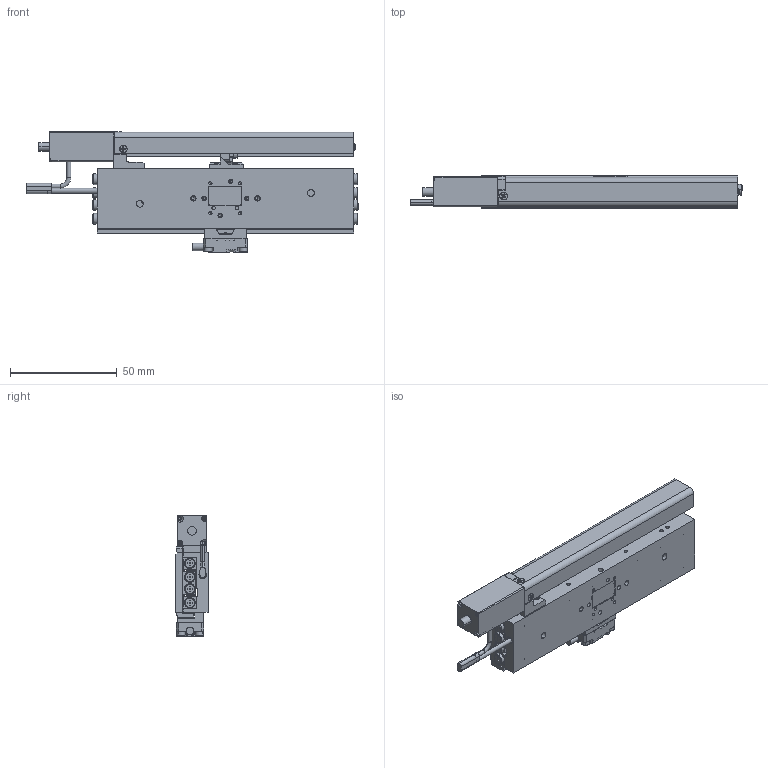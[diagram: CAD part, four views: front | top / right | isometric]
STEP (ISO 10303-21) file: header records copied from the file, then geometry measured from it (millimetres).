
FILE_DESCRIPTION (( 'STEP AP214' ), '1' );
FILE_NAME ('PPS-28-24216.STEP', '2023-08-08T17:13:17', ( '' ), ( '' ), 'SwSTEP 2.0', 'SolidWorks 2023', '' );
FILE_SCHEMA (( 'AUTOMOTIVE_DESIGN' ));
Length unit declared in the file: millimetre
Products named in the file (27): Limit Switch and Motor Cable_SILVER LIMIT+MOTOR; NB Slide Way SVW 2000 Rail_SVW 2120; SCREW, MS-PPH, M-JCIS_M1 x 0.25 x 5mm; NB Slide Way SVW 2000 Cage_SVW 2120-21Z; 431420 PPS-20, Encoder Bracket, Renishaw Atom, RKLF, Tape Scale; SCREW, SHCS-S, M-DIN_M2 x 0.4 x 06mm; 130221 Leadscrew Nut, PPS-20SM, Kozak M3x0.2mm; Set Screw, Cup-H, E-ASME_E1-72 x 1''16; 430718 PPS-28 Leadscrew Nut Bracket, Sanyo Motor; Screw, SHCS-S, M-DIN._M1.6 x 0.35 x 06mm; 110182 Sanyo motor 14mm_shortened shaft; SCREW, MS-PPH, M-JCIS_M1.6 x 0.35 x 4mm; 430719 PPS-20 & 28 Leadscrew Cover, Sanyo Motor_PPS-28, 120; SCREW, MS-PFH, E-NR_1-72 x 1''8in; 430438 PPS 28, Back Cover, NJ8x13; PPS-28, Base, Master Part_L120mm, 2 Motors, No Ears ; 110212 Encoder Head, Renishaw Atom, Atmospheric_Demo; 130161 Bearing, NB, Slide Way, SVW 2000_SVW 2120-21Z (Movable to Limits); 430717 PPS-28 Stepper Motor Bracket, Sanyo Motor; 130221 Leadscrew, Standard Shaft, M3x0.2_111mm; Dowel Pin, M-DIN_M01 x 004; PPS-28-24216; PPS-28, Carriage, Master Part_120; NB Slide Way SVW 2000 Center Way_SVW 2120; PPS-20, Scale Bracket, Renishaw Atom, RCLC, RKLF, Master Part_120mm; SCREW, SHCS-F, M-DIN_M3 x 0.5 x 06mm; SCREW, MS-PPH, M-JCIS_M2.5 x 0.45 x 6mm
Assembly tree (69 placements, depth 3):
  PPS-28-24216
    PPS-28, Base, Master Part_L120mm, 2 Motors, No Ears 
    430438 PPS 28, Back Cover, NJ8x13
    PPS-28, Carriage, Master Part_120
    SCREW, SHCS-F, M-DIN_M3 x 0.5 x 06mm  x8
    130161 Bearing, NB, Slide Way, SVW 2000_SVW 2120-21Z (Movable to Limits)
      NB Slide Way SVW 2000 Rail_SVW 2120  x2
      NB Slide Way SVW 2000 Center Way_SVW 2120
      NB Slide Way SVW 2000 Cage_SVW 2120-21Z  x2
    SCREW, MS-PPH, M-JCIS_M2.5 x 0.45 x 6mm  x16
    Set Screw, Cup-H, E-ASME_E1-72 x 1''16  x8
    130221 Leadscrew Nut, PPS-20SM, Kozak M3x0.2mm
    130221 Leadscrew, Standard Shaft, M3x0.2_111mm
    430719 PPS-20 & 28 Leadscrew Cover, Sanyo Motor_PPS-28, 120
    SCREW, MS-PFH, E-NR_1-72 x 1''8in  x3
    SCREW, MS-PPH, M-JCIS_M1 x 0.25 x 5mm  x2
    430717 PPS-28 Stepper Motor Bracket, Sanyo Motor
    110182 Sanyo motor 14mm_shortened shaft
    430718 PPS-28 Leadscrew Nut Bracket, Sanyo Motor
    SCREW, SHCS-S, M-DIN_M2 x 0.4 x 06mm  x5
    110212 Encoder Head, Renishaw Atom, Atmospheric_Demo
    431420 PPS-20, Encoder Bracket, Renishaw Atom, RKLF, Tape Scale
    PPS-20, Scale Bracket, Renishaw Atom, RCLC, RKLF, Master Part_120mm
    Dowel Pin, M-DIN_M01 x 004  x2
    Screw, SHCS-S, M-DIN._M1.6 x 0.35 x 06mm  x2
    SCREW, MS-PPH, M-JCIS_M1.6 x 0.35 x 4mm  x4
    Limit Switch and Motor Cable_SILVER LIMIT+MOTOR
Bounding box: 155.25 x 15 x 56.25 mm (x, y, z)
Volume: 58554.9 mm3; surface area: 57822.2 mm2
Topology: 70 solids, 70 shells, 3257 faces, 8039 edges, 4958 vertices
Faces by surface type: plane 1375, cylinder 1096, cone 558, torus 190, bspline 38
Entity records: 57418 total; most frequent: CARTESIAN_POINT 12064, DIRECTION 9457, ORIENTED_EDGE 9014, EDGE_CURVE 4507, AXIS2_PLACEMENT_3D 3463, VERTEX_POINT 2911, LINE 2531, VECTOR 2531
